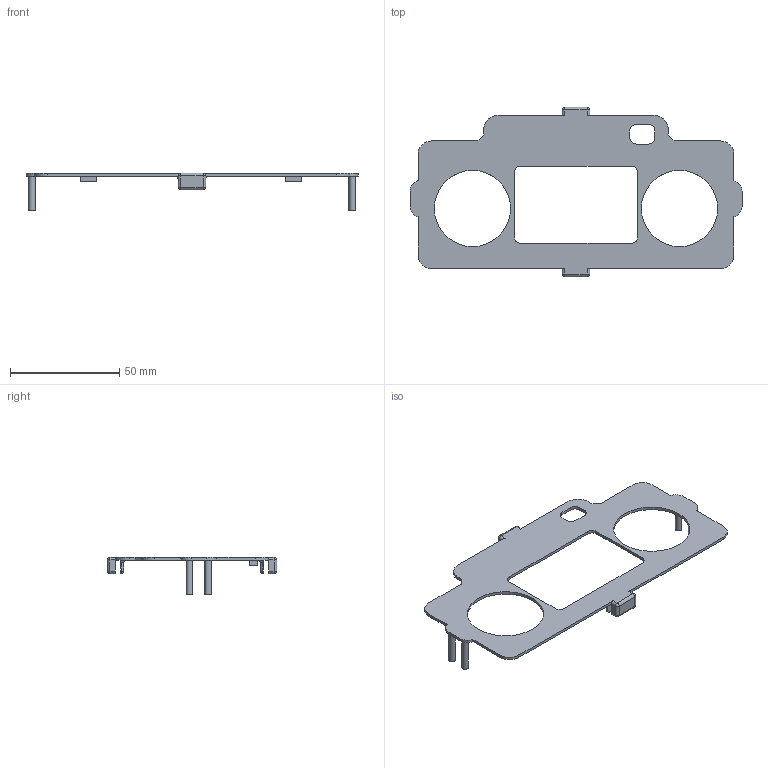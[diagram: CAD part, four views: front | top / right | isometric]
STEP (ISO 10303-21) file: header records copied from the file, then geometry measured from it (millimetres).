
FILE_DESCRIPTION(/* description */ ('STEP AP242','CAx-IF Rec.Pracs.---Representation and Presentation of Product Manufacturing Information (PMI)---4.0---2014-10-13','CAx-IF Rec.Pracs.---3D Tessellated Geometry---0.4---2014-09-14','2;1'),/* implementation_level */ '2;1');
FILE_NAME(/* name */ '66bce98ba01a1d79eda2a88d',/* time_stamp */ '2024-08-14T17:29:48Z',/* author */ (''),/* organization */ (''),/* preprocessor_version */ 'ST-DEVELOPER v20',/* originating_system */ ' ',/* authorisation */ ' ');
FILE_SCHEMA (('AP242_MANAGED_MODEL_BASED_3D_ENGINEERING_MIM_LF { 1 0 10303 442 1 1 4 }'));
Length unit declared in the file: metre
Products named in the file (1): Top
Bounding box: 152.07 x 77.74 x 17.21 mm (x, y, z)
Volume: 8726.8 mm3; surface area: 13745.3 mm2
Topology: 1 solids, 1 shells, 169 faces, 447 edges, 279 vertices
Faces by surface type: plane 78, cylinder 75, sphere 12, torus 4
Full cylindrical faces by diameter (mm): 3 x4, 3.95 x4, 34.925 x2
Entity records: 5086 total; most frequent: DIRECTION 906, CARTESIAN_POINT 890, ORIENTED_EDGE 838, EDGE_CURVE 419, AXIS2_PLACEMENT_3D 325, VERTEX_POINT 273, LINE 256, VECTOR 256
